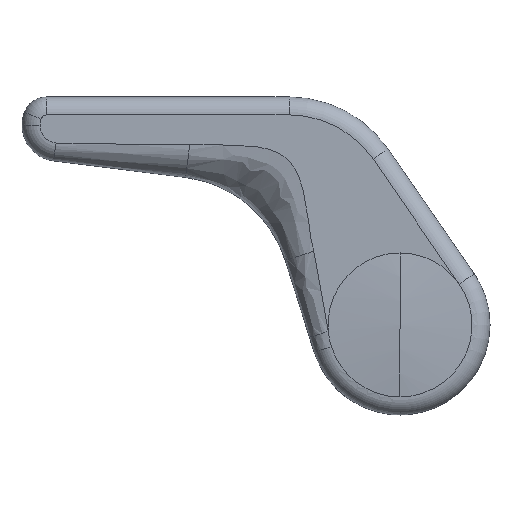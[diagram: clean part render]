
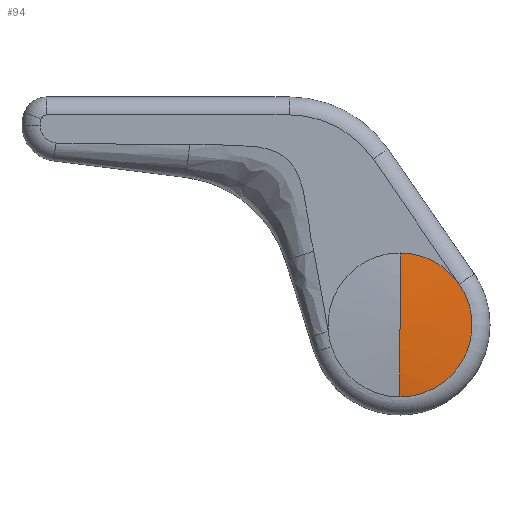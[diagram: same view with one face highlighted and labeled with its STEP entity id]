
A CAD part, top view. The second image highlights one B-rep face of the part: STEP entity #94.
In plain terms, the highlighted spherical face has radius 100 mm.
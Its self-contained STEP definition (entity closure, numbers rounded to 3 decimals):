
#61 = EDGE_CURVE ( 'NONE', #1822, #324, #129, .T. ) ;
#80 = CIRCLE ( 'NONE', #573, 12. ) ;
#94 = ADVANCED_FACE ( 'NONE', ( #570 ), #651, .T. ) ;
#95 = EDGE_CURVE ( 'NONE', #682, #693, #131, .T. ) ;
#129 = CIRCLE ( 'NONE', #465, 12. ) ;
#131 = CIRCLE ( 'NONE', #528, 100. ) ;
#199 = EDGE_CURVE ( 'NONE', #682, #1822, #246, .T. ) ;
#234 = EDGE_CURVE ( 'NONE', #324, #693, #80, .T. ) ;
#246 = CIRCLE ( 'NONE', #482, 100. ) ;
#324 = VERTEX_POINT ( 'NONE', #1660 ) ;
#369 = EDGE_LOOP ( 'NONE', ( #1787, #1820, #1803, #1768 ) ) ;
#465 = AXIS2_PLACEMENT_3D ( 'NONE', #740, #750, #751 ) ;
#482 = AXIS2_PLACEMENT_3D ( 'NONE', #1229, #1236, #1237 ) ;
#485 = AXIS2_PLACEMENT_3D ( 'NONE', #758, #759, #760 ) ;
#528 = AXIS2_PLACEMENT_3D ( 'NONE', #761, #762, #763 ) ;
#570 = FACE_OUTER_BOUND ( 'NONE', #369, .T. ) ;
#573 = AXIS2_PLACEMENT_3D ( 'NONE', #1396, #1400, #1401 ) ;
#651 = SPHERICAL_SURFACE ( 'NONE', #485, 100. ) ;
#682 = VERTEX_POINT ( 'NONE', #1690 ) ;
#693 = VERTEX_POINT ( 'NONE', #1701 ) ;
#740 = CARTESIAN_POINT ( 'NONE',  ( 0., 0., 8. ) ) ;
#750 = DIRECTION ( 'NONE',  ( 0., 0., -1. ) ) ;
#751 = DIRECTION ( 'NONE',  ( -1., 0., 0. ) ) ;
#758 = CARTESIAN_POINT ( 'NONE',  ( 0., 0., -91.277 ) ) ;
#759 = DIRECTION ( 'NONE',  ( -1., 0., 0. ) ) ;
#760 = DIRECTION ( 'NONE',  ( 0., -1., 0. ) ) ;
#761 = CARTESIAN_POINT ( 'NONE',  ( 0., 0., -91.277 ) ) ;
#762 = DIRECTION ( 'NONE',  ( 1., 0., 0. ) ) ;
#763 = DIRECTION ( 'NONE',  ( 0., 1., 0. ) ) ;
#1229 = CARTESIAN_POINT ( 'NONE',  ( 0., 0., -91.277 ) ) ;
#1236 = DIRECTION ( 'NONE',  ( -1., 0., 0. ) ) ;
#1237 = DIRECTION ( 'NONE',  ( 0., -1., 0. ) ) ;
#1396 = CARTESIAN_POINT ( 'NONE',  ( 0., 0., 8. ) ) ;
#1400 = DIRECTION ( 'NONE',  ( 0., 0., -1. ) ) ;
#1401 = DIRECTION ( 'NONE',  ( -1., 0., 0. ) ) ;
#1660 = CARTESIAN_POINT ( 'NONE',  ( 9.876, 6.816, 8. ) ) ;
#1690 = CARTESIAN_POINT ( 'NONE',  ( 0., 0., 8.723 ) ) ;
#1701 = CARTESIAN_POINT ( 'NONE',  ( 0., -12., 8. ) ) ;
#1711 = CARTESIAN_POINT ( 'NONE',  ( 0., 12., 8. ) ) ;
#1768 = ORIENTED_EDGE ( 'NONE', *, *, #61, .F. ) ;
#1787 = ORIENTED_EDGE ( 'NONE', *, *, #199, .F. ) ;
#1803 = ORIENTED_EDGE ( 'NONE', *, *, #234, .F. ) ;
#1820 = ORIENTED_EDGE ( 'NONE', *, *, #95, .T. ) ;
#1822 = VERTEX_POINT ( 'NONE', #1711 ) ;
